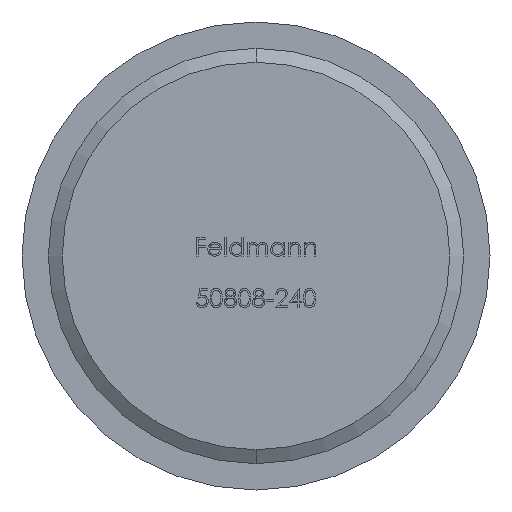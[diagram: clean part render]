
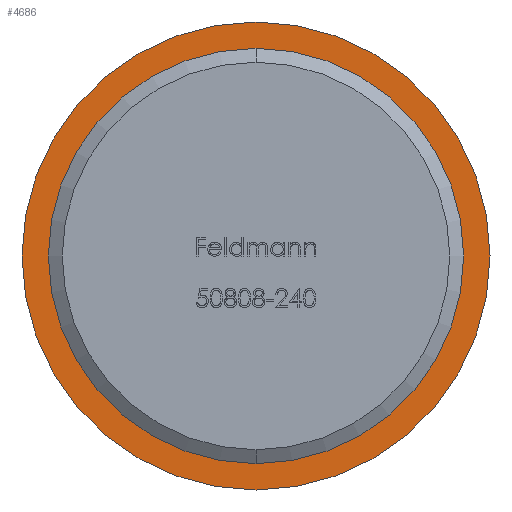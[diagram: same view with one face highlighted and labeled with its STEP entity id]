
A CAD part, front view. The second image highlights one B-rep face of the part: STEP entity #4686.
In plain terms, the highlighted planar face has unit normal (0, -1, 0).
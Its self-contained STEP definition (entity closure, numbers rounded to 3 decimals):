
#424 = EDGE_CURVE ( 'NONE', #2256, #4736, #1325, .T. ) ;
#914 = DIRECTION ( 'NONE',  ( 0., 0., 1. ) ) ;
#1325 = CIRCLE ( 'NONE', #3819, 13.95 ) ;
#1751 = CARTESIAN_POINT ( 'NONE',  ( 0., 4.5, -13.95 ) ) ;
#2256 = VERTEX_POINT ( 'NONE', #1751 ) ;
#2610 = ORIENTED_EDGE ( 'NONE', *, *, #14394, .F. ) ;
#3389 = CARTESIAN_POINT ( 'NONE',  ( 0., 4.5, 0. ) ) ;
#3819 = AXIS2_PLACEMENT_3D ( 'NONE', #6100, #6157, #10656 ) ;
#4686 = ADVANCED_FACE ( 'NONE', ( #7213, #10941 ), #5226, .F. ) ;
#4736 = VERTEX_POINT ( 'NONE', #9733 ) ;
#5134 = CARTESIAN_POINT ( 'NONE',  ( 16.85, 4.5, 0. ) ) ;
#5195 = AXIS2_PLACEMENT_3D ( 'NONE', #3389, #14609, #13533 ) ;
#5226 = PLANE ( 'NONE',  #14661 ) ;
#5954 = EDGE_LOOP ( 'NONE', ( #8828, #12173 ) ) ;
#6100 = CARTESIAN_POINT ( 'NONE',  ( 0., 4.5, 0. ) ) ;
#6157 = DIRECTION ( 'NONE',  ( 0., 1., 0. ) ) ;
#6465 = DIRECTION ( 'NONE',  ( 0., 1., 0. ) ) ;
#6732 = VERTEX_POINT ( 'NONE', #11317 ) ;
#7085 = EDGE_CURVE ( 'NONE', #6732, #8711, #7731, .T. ) ;
#7213 = FACE_OUTER_BOUND ( 'NONE', #11891, .T. ) ;
#7586 = AXIS2_PLACEMENT_3D ( 'NONE', #9994, #6465, #7619 ) ;
#7619 = DIRECTION ( 'NONE',  ( 0., 0., 1. ) ) ;
#7712 = DIRECTION ( 'NONE',  ( 0., 1., 0. ) ) ;
#7731 = CIRCLE ( 'NONE', #5195, 16.85 ) ;
#8711 = VERTEX_POINT ( 'NONE', #11485 ) ;
#8828 = ORIENTED_EDGE ( 'NONE', *, *, #14417, .T. ) ;
#9375 = AXIS2_PLACEMENT_3D ( 'NONE', #14392, #7712, #914 ) ;
#9630 = DIRECTION ( 'NONE',  ( 0., 0., 1. ) ) ;
#9733 = CARTESIAN_POINT ( 'NONE',  ( 0., 4.5, 13.95 ) ) ;
#9994 = CARTESIAN_POINT ( 'NONE',  ( 0., 4.5, 0. ) ) ;
#10656 = DIRECTION ( 'NONE',  ( 0., 0., 1. ) ) ;
#10941 = FACE_BOUND ( 'NONE', #5954, .T. ) ;
#11317 = CARTESIAN_POINT ( 'NONE',  ( 0., 4.5, -16.85 ) ) ;
#11485 = CARTESIAN_POINT ( 'NONE',  ( 0., 4.5, 16.85 ) ) ;
#11834 = ORIENTED_EDGE ( 'NONE', *, *, #7085, .F. ) ;
#11891 = EDGE_LOOP ( 'NONE', ( #2610, #11834 ) ) ;
#12102 = CIRCLE ( 'NONE', #9375, 16.85 ) ;
#12173 = ORIENTED_EDGE ( 'NONE', *, *, #424, .T. ) ;
#12804 = CIRCLE ( 'NONE', #7586, 13.95 ) ;
#13533 = DIRECTION ( 'NONE',  ( 0., 0., 1. ) ) ;
#14275 = DIRECTION ( 'NONE',  ( 0., 1., 0. ) ) ;
#14392 = CARTESIAN_POINT ( 'NONE',  ( 0., 4.5, 0. ) ) ;
#14394 = EDGE_CURVE ( 'NONE', #8711, #6732, #12102, .T. ) ;
#14417 = EDGE_CURVE ( 'NONE', #4736, #2256, #12804, .T. ) ;
#14609 = DIRECTION ( 'NONE',  ( 0., 1., 0. ) ) ;
#14661 = AXIS2_PLACEMENT_3D ( 'NONE', #5134, #14275, #9630 ) ;
